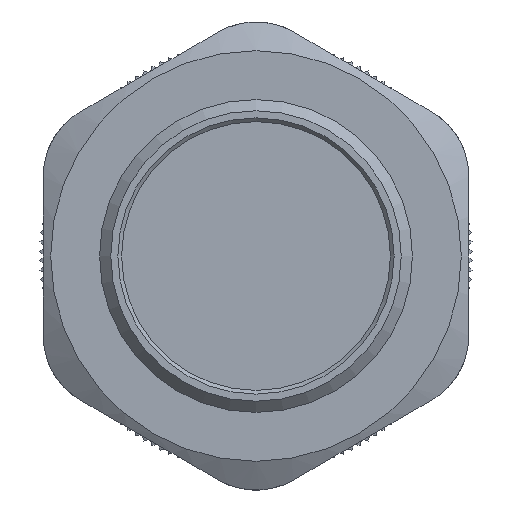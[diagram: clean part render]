
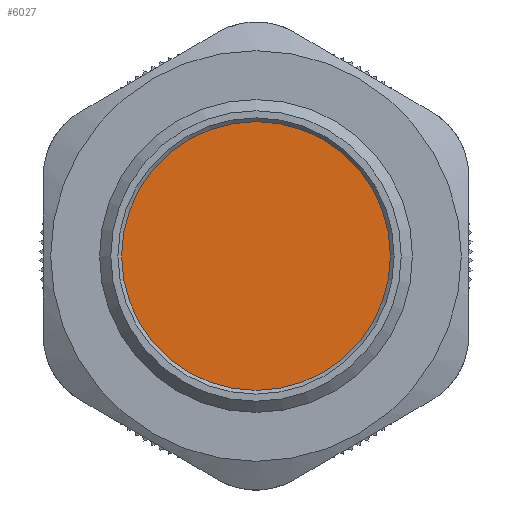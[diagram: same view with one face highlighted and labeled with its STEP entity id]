
A CAD part, front view. The second image highlights one B-rep face of the part: STEP entity #6027.
In plain terms, the highlighted planar face has unit normal (0, -1, 0).
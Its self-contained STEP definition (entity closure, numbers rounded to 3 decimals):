
#632=PLANE('',#6376);
#935=FACE_OUTER_BOUND('',#1258,.T.);
#1258=EDGE_LOOP('',(#3814));
#2217=CIRCLE('',#6377,18.);
#2243=VERTEX_POINT('',#7745);
#2871=EDGE_CURVE('',#2243,#2243,#2217,.T.);
#3814=ORIENTED_EDGE('',*,*,#2871,.F.);
#6027=ADVANCED_FACE('',(#935),#632,.F.);
#6376=AXIS2_PLACEMENT_3D('',#7744,#6732,#6733);
#6377=AXIS2_PLACEMENT_3D('',#7746,#6734,#6735);
#6732=DIRECTION('center_axis',(0.,1.,0.));
#6733=DIRECTION('ref_axis',(0.,0.,1.));
#6734=DIRECTION('center_axis',(0.,1.,0.));
#6735=DIRECTION('ref_axis',(1.,0.,0.));
#7744=CARTESIAN_POINT('Origin',(-15.743,-39.436,-0.388));
#7745=CARTESIAN_POINT('',(-33.743,-39.436,-0.388));
#7746=CARTESIAN_POINT('Origin',(-15.743,-39.436,-0.388));
